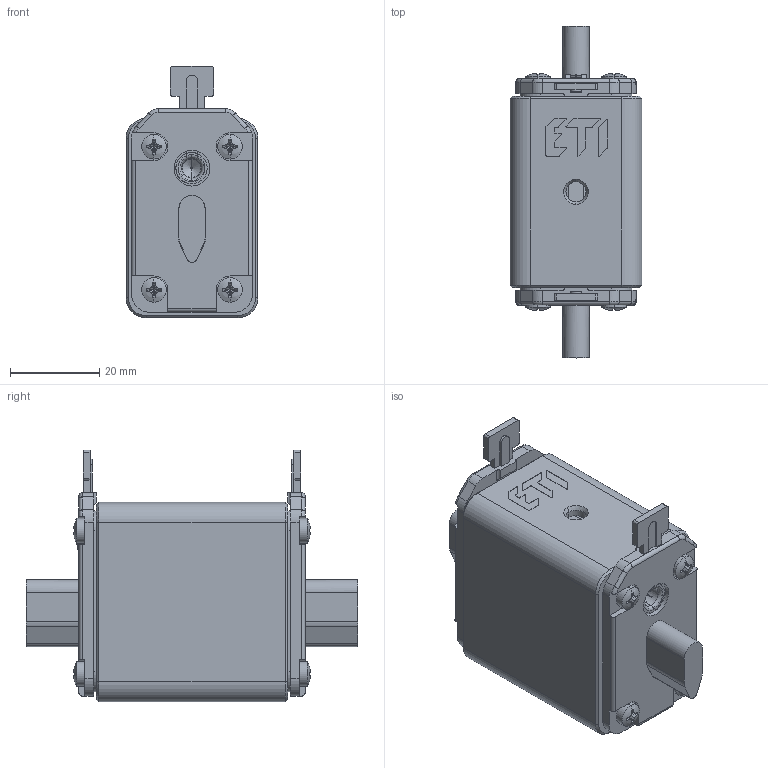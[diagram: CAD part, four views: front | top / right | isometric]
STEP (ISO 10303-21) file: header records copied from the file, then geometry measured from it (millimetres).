
FILE_DESCRIPTION((''),'2;1');
FILE_NAME('NV_00_I_KOMBI_ETI','2018-05-29T',('aljaz.cop'),('Audax d.o.o.'),'CREO PARAMETRIC BY PTC INC, 2015380','CREO PARAMETRIC BY PTC INC, 2015380','');
FILE_SCHEMA(('CONFIG_CONTROL_DESIGN'));
Length unit declared in the file: millimetre
Products named in the file (1): NV_00_I_KOMBI_ETI
Bounding box: 29.5 x 74.2 x 56.25 mm (x, y, z)
Volume: 44799.3 mm3; surface area: 21083.4 mm2
Topology: 1 solids, 30 shells, 1185 faces, 3006 edges, 1830 vertices
Faces by surface type: plane 648, cylinder 345, cone 94, torus 42, bspline 40, sphere 16
Entity records: 51975 total; most frequent: CARTESIAN_POINT 9837, DIRECTION 6219, ORIENTED_EDGE 5868, PRESENTATION_STYLE_ASSIGNMENT 3380, STYLED_ITEM 2959, CURVE_STYLE 2950, EDGE_CURVE 2950, AXIS2_PLACEMENT_3D 2215
